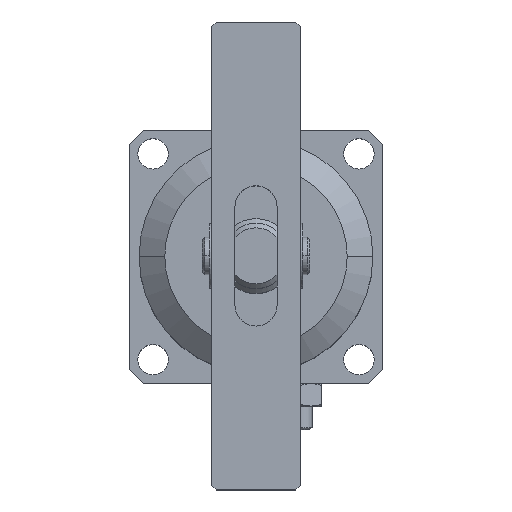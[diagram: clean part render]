
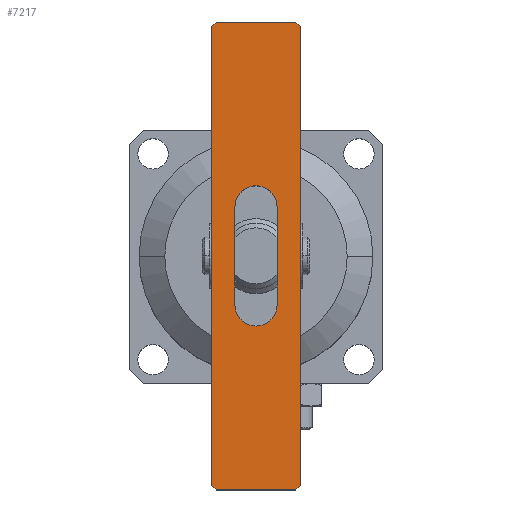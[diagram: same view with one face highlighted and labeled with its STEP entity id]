
A CAD part, top view. The second image highlights one B-rep face of the part: STEP entity #7217.
In plain terms, the highlighted face is planar.
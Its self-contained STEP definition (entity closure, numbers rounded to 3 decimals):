
#338 = AXIS2_PLACEMENT_3D ( 'NONE', #6776, #6777, #6779 ) ;
#854 = LINE ( 'NONE', #3277, #864 ) ;
#856 = CIRCLE ( 'NONE', #5334, 4.5 ) ;
#860 = LINE ( 'NONE', #3504, #862 ) ;
#862 = VECTOR ( 'NONE', #3444, 1000. ) ;
#863 = LINE ( 'NONE', #3382, #866 ) ;
#864 = VECTOR ( 'NONE', #3314, 1000. ) ;
#865 = LINE ( 'NONE', #3286, #868 ) ;
#866 = VECTOR ( 'NONE', #3420, 1000. ) ;
#867 = LINE ( 'NONE', #3404, #870 ) ;
#868 = VECTOR ( 'NONE', #3360, 1000. ) ;
#869 = LINE ( 'NONE', #3426, #872 ) ;
#870 = VECTOR ( 'NONE', #3524, 1000. ) ;
#872 = VECTOR ( 'NONE', #3513, 1000. ) ;
#1603 = LINE ( 'NONE', #3293, #1607 ) ;
#1607 = VECTOR ( 'NONE', #3359, 1000. ) ;
#1617 = LINE ( 'NONE', #3499, #1619 ) ;
#1619 = VECTOR ( 'NONE', #3500, 1000. ) ;
#2376 = FACE_OUTER_BOUND ( 'NONE', #6465, .T. ) ;
#2378 = FACE_BOUND ( 'NONE', #6503, .T. ) ;
#3275 = CARTESIAN_POINT ( 'NONE',  ( -50., -9.5, 18. ) ) ;
#3277 = CARTESIAN_POINT ( 'NONE',  ( -50., -9.5, 0. ) ) ;
#3286 = CARTESIAN_POINT ( 'NONE',  ( 49., -9.5, 19. ) ) ;
#3293 = CARTESIAN_POINT ( 'NONE',  ( -10.5, -9.5, 14. ) ) ;
#3303 = CARTESIAN_POINT ( 'NONE',  ( -49., -9.5, 0. ) ) ;
#3306 = CARTESIAN_POINT ( 'NONE',  ( 10.5, -9.5, 9.5 ) ) ;
#3314 = DIRECTION ( 'NONE',  ( 1., 0., 0. ) ) ;
#3316 = CARTESIAN_POINT ( 'NONE',  ( 10.5, -9.5, 14. ) ) ;
#3346 = DIRECTION ( 'NONE',  ( 0., 0., 1. ) ) ;
#3351 = CARTESIAN_POINT ( 'NONE',  ( 49., -9.5, 0. ) ) ;
#3359 = DIRECTION ( 'NONE',  ( 1., 0., 0. ) ) ;
#3360 = DIRECTION ( 'NONE',  ( -0.707, 0., 0.707 ) ) ;
#3362 = CARTESIAN_POINT ( 'NONE',  ( 50., -9.5, 1. ) ) ;
#3382 = CARTESIAN_POINT ( 'NONE',  ( 50., -9.5, 1. ) ) ;
#3385 = DIRECTION ( 'NONE',  ( 0., 1., 0. ) ) ;
#3404 = CARTESIAN_POINT ( 'NONE',  ( -50., -9.5, 19. ) ) ;
#3410 = CARTESIAN_POINT ( 'NONE',  ( -10.5, -9.5, 5. ) ) ;
#3414 = CARTESIAN_POINT ( 'NONE',  ( 50., -9.5, 18. ) ) ;
#3419 = CARTESIAN_POINT ( 'NONE',  ( 10.5, -9.5, 5. ) ) ;
#3420 = DIRECTION ( 'NONE',  ( 0.707, 0., 0.707 ) ) ;
#3426 = CARTESIAN_POINT ( 'NONE',  ( -49., -9.5, 19. ) ) ;
#3444 = DIRECTION ( 'NONE',  ( 0.707, 0., -0.707 ) ) ;
#3499 = CARTESIAN_POINT ( 'NONE',  ( 50., -9.5, 19. ) ) ;
#3500 = DIRECTION ( 'NONE',  ( 0., 0., -1. ) ) ;
#3504 = CARTESIAN_POINT ( 'NONE',  ( -50., -9.5, 1. ) ) ;
#3513 = DIRECTION ( 'NONE',  ( -0.707, 0., -0.707 ) ) ;
#3524 = DIRECTION ( 'NONE',  ( 1., 0., 0. ) ) ;
#3637 = CARTESIAN_POINT ( 'NONE',  ( -50., -9.5, 19. ) ) ;
#3644 = PLANE ( 'NONE',  #3730 ) ;
#3646 = DIRECTION ( 'NONE',  ( 0., 1., 0. ) ) ;
#3647 = DIRECTION ( 'NONE',  ( 0., 0., 1. ) ) ;
#3730 = AXIS2_PLACEMENT_3D ( 'NONE', #3637, #3646, #3647 ) ;
#4397 = VERTEX_POINT ( 'NONE', #7792 ) ;
#4425 = CARTESIAN_POINT ( 'NONE',  ( -10.5, -9.5, 14. ) ) ;
#4446 = CARTESIAN_POINT ( 'NONE',  ( 49., -9.5, 19. ) ) ;
#4452 = CARTESIAN_POINT ( 'NONE',  ( -49., -9.5, 19. ) ) ;
#4463 = VERTEX_POINT ( 'NONE', #4452 ) ;
#4468 = VERTEX_POINT ( 'NONE', #4446 ) ;
#4483 = VERTEX_POINT ( 'NONE', #4425 ) ;
#4512 = VERTEX_POINT ( 'NONE', #3351 ) ;
#4521 = VERTEX_POINT ( 'NONE', #3419 ) ;
#4533 = VERTEX_POINT ( 'NONE', #3316 ) ;
#4544 = VERTEX_POINT ( 'NONE', #3362 ) ;
#4564 = VERTEX_POINT ( 'NONE', #3275 ) ;
#4572 = VERTEX_POINT ( 'NONE', #3303 ) ;
#4578 = VERTEX_POINT ( 'NONE', #3410 ) ;
#4584 = VERTEX_POINT ( 'NONE', #3414 ) ;
#4817 = EDGE_CURVE ( 'NONE', #4483, #4533, #1603, .T. ) ;
#4825 = EDGE_CURVE ( 'NONE', #4584, #4544, #1617, .T. ) ;
#4846 = EDGE_CURVE ( 'NONE', #4533, #4521, #856, .T. ) ;
#4847 = EDGE_CURVE ( 'NONE', #4397, #4572, #860, .T. ) ;
#4848 = EDGE_CURVE ( 'NONE', #4572, #4512, #854, .T. ) ;
#4849 = EDGE_CURVE ( 'NONE', #4512, #4544, #863, .T. ) ;
#4850 = EDGE_CURVE ( 'NONE', #4584, #4468, #865, .T. ) ;
#4851 = EDGE_CURVE ( 'NONE', #4463, #4468, #867, .T. ) ;
#4852 = EDGE_CURVE ( 'NONE', #4463, #4564, #869, .T. ) ;
#5334 = AXIS2_PLACEMENT_3D ( 'NONE', #3306, #3385, #3346 ) ;
#6253 = LINE ( 'NONE', #6756, #6256 ) ;
#6256 = VECTOR ( 'NONE', #6759, 1000. ) ;
#6257 = LINE ( 'NONE', #6766, #6260 ) ;
#6259 = CIRCLE ( 'NONE', #338, 4.5 ) ;
#6260 = VECTOR ( 'NONE', #6768, 1000. ) ;
#6465 = EDGE_LOOP ( 'NONE', ( #6947, #6946, #6945, #6944, #6943, #6942, #6941, #6940 ) ) ;
#6503 = EDGE_LOOP ( 'NONE', ( #6951, #6950, #6949, #6948 ) ) ;
#6756 = CARTESIAN_POINT ( 'NONE',  ( -50., -9.5, 19. ) ) ;
#6759 = DIRECTION ( 'NONE',  ( 0., 0., -1. ) ) ;
#6766 = CARTESIAN_POINT ( 'NONE',  ( -10.5, -9.5, 5. ) ) ;
#6768 = DIRECTION ( 'NONE',  ( -1., 0., 0. ) ) ;
#6776 = CARTESIAN_POINT ( 'NONE',  ( -10.5, -9.5, 9.5 ) ) ;
#6777 = DIRECTION ( 'NONE',  ( 0., 1., 0. ) ) ;
#6779 = DIRECTION ( 'NONE',  ( 0., 0., 1. ) ) ;
#6940 = ORIENTED_EDGE ( 'NONE', *, *, #4852, .T. ) ;
#6941 = ORIENTED_EDGE ( 'NONE', *, *, #4851, .F. ) ;
#6942 = ORIENTED_EDGE ( 'NONE', *, *, #4850, .T. ) ;
#6943 = ORIENTED_EDGE ( 'NONE', *, *, #4825, .F. ) ;
#6944 = ORIENTED_EDGE ( 'NONE', *, *, #4849, .T. ) ;
#6945 = ORIENTED_EDGE ( 'NONE', *, *, #4848, .T. ) ;
#6946 = ORIENTED_EDGE ( 'NONE', *, *, #4847, .T. ) ;
#6947 = ORIENTED_EDGE ( 'NONE', *, *, #7643, .T. ) ;
#6948 = ORIENTED_EDGE ( 'NONE', *, *, #4846, .T. ) ;
#6949 = ORIENTED_EDGE ( 'NONE', *, *, #4817, .T. ) ;
#6950 = ORIENTED_EDGE ( 'NONE', *, *, #7646, .T. ) ;
#6951 = ORIENTED_EDGE ( 'NONE', *, *, #7645, .T. ) ;
#7217 = ADVANCED_FACE ( 'NONE', ( #2378, #2376 ), #3644, .F. ) ;
#7643 = EDGE_CURVE ( 'NONE', #4564, #4397, #6253, .T. ) ;
#7645 = EDGE_CURVE ( 'NONE', #4521, #4578, #6257, .T. ) ;
#7646 = EDGE_CURVE ( 'NONE', #4578, #4483, #6259, .T. ) ;
#7792 = CARTESIAN_POINT ( 'NONE',  ( -50., -9.5, 1. ) ) ;
